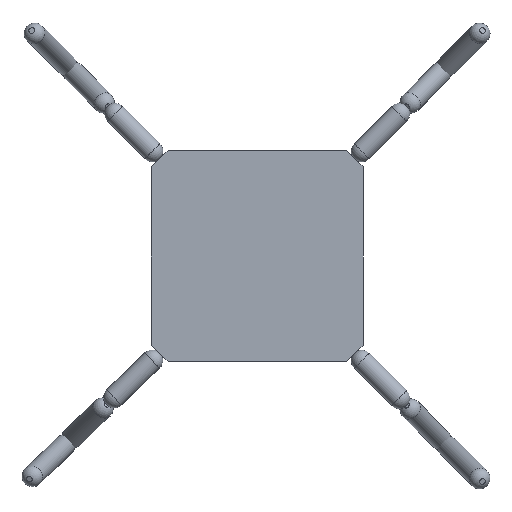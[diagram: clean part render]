
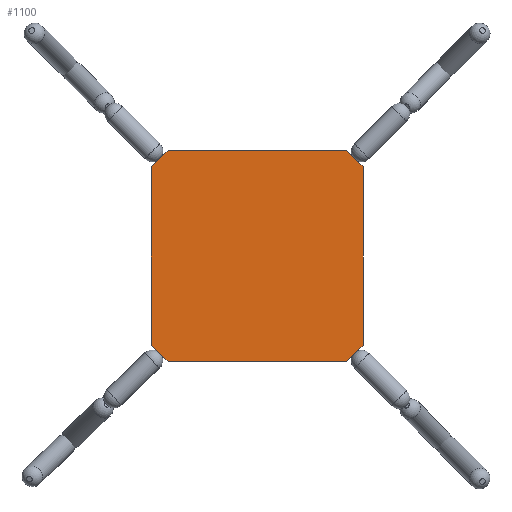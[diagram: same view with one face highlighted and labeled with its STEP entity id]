
A CAD part, front view. The second image highlights one B-rep face of the part: STEP entity #1100.
In plain terms, the highlighted planar face has unit normal (0, -1, 0).
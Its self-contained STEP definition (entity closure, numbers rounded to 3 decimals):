
#331=PLANE('',#1200);
#380=FACE_OUTER_BOUND('',#444,.T.);
#444=EDGE_LOOP('',(#887,#888,#889,#890,#891,#892,#893,#894));
#502=LINE('',#1856,#538);
#504=LINE('',#1860,#540);
#507=LINE('',#1866,#543);
#508=LINE('',#1868,#544);
#509=LINE('',#1870,#545);
#510=LINE('',#1872,#546);
#511=LINE('',#1874,#547);
#512=LINE('',#1875,#548);
#538=VECTOR('',#1431,10.);
#540=VECTOR('',#1435,10.);
#543=VECTOR('',#1440,10.);
#544=VECTOR('',#1441,10.);
#545=VECTOR('',#1442,10.);
#546=VECTOR('',#1443,10.);
#547=VECTOR('',#1444,10.);
#548=VECTOR('',#1445,10.);
#661=VERTEX_POINT('',#1853);
#662=VERTEX_POINT('',#1855);
#663=VERTEX_POINT('',#1859);
#665=VERTEX_POINT('',#1865);
#666=VERTEX_POINT('',#1867);
#667=VERTEX_POINT('',#1869);
#668=VERTEX_POINT('',#1871);
#669=VERTEX_POINT('',#1873);
#752=EDGE_CURVE('',#661,#662,#502,.T.);
#754=EDGE_CURVE('',#663,#662,#504,.T.);
#757=EDGE_CURVE('',#661,#665,#507,.T.);
#758=EDGE_CURVE('',#666,#665,#508,.T.);
#759=EDGE_CURVE('',#666,#667,#509,.T.);
#760=EDGE_CURVE('',#668,#667,#510,.T.);
#761=EDGE_CURVE('',#668,#669,#511,.T.);
#762=EDGE_CURVE('',#663,#669,#512,.T.);
#887=ORIENTED_EDGE('',*,*,#752,.F.);
#888=ORIENTED_EDGE('',*,*,#757,.T.);
#889=ORIENTED_EDGE('',*,*,#758,.F.);
#890=ORIENTED_EDGE('',*,*,#759,.T.);
#891=ORIENTED_EDGE('',*,*,#760,.F.);
#892=ORIENTED_EDGE('',*,*,#761,.T.);
#893=ORIENTED_EDGE('',*,*,#762,.F.);
#894=ORIENTED_EDGE('',*,*,#754,.T.);
#1100=ADVANCED_FACE('',(#380),#331,.T.);
#1200=AXIS2_PLACEMENT_3D('',#1864,#1438,#1439);
#1431=DIRECTION('',(-0.707,0.,0.707));
#1435=DIRECTION('',(0.,0.,-1.));
#1438=DIRECTION('center_axis',(0.,-1.,0.));
#1439=DIRECTION('ref_axis',(0.,0.,-1.));
#1440=DIRECTION('',(1.,0.,0.));
#1441=DIRECTION('',(-0.707,0.,-0.707));
#1442=DIRECTION('',(0.,0.,1.));
#1443=DIRECTION('',(0.707,0.,-0.707));
#1444=DIRECTION('',(-1.,0.,0.));
#1445=DIRECTION('',(0.707,0.,0.707));
#1853=CARTESIAN_POINT('',(-42.,-8.,-50.));
#1855=CARTESIAN_POINT('',(-50.,-8.,-42.));
#1856=CARTESIAN_POINT('',(-46.,-8.,-46.));
#1859=CARTESIAN_POINT('',(-50.,-8.,42.));
#1860=CARTESIAN_POINT('',(-50.,-8.,50.));
#1864=CARTESIAN_POINT('Origin',(0.,-8.,0.));
#1865=CARTESIAN_POINT('',(42.,-8.,-50.));
#1866=CARTESIAN_POINT('',(-50.,-8.,-50.));
#1867=CARTESIAN_POINT('',(50.,-8.,-42.));
#1868=CARTESIAN_POINT('',(46.,-8.,-46.));
#1869=CARTESIAN_POINT('',(50.,-8.,42.));
#1870=CARTESIAN_POINT('',(50.,-8.,-50.));
#1871=CARTESIAN_POINT('',(42.,-8.,50.));
#1872=CARTESIAN_POINT('',(46.,-8.,46.));
#1873=CARTESIAN_POINT('',(-42.,-8.,50.));
#1874=CARTESIAN_POINT('',(50.,-8.,50.));
#1875=CARTESIAN_POINT('',(-46.,-8.,46.));
